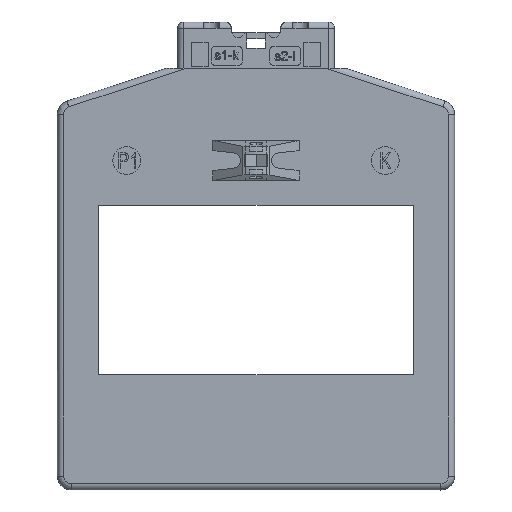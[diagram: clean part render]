
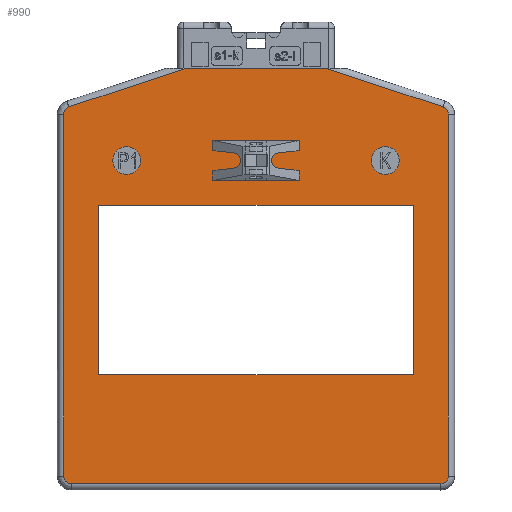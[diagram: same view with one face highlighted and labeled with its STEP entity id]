
A CAD part, front view. The second image highlights one B-rep face of the part: STEP entity #990.
In plain terms, the highlighted planar face has unit normal (0, -1, 0).
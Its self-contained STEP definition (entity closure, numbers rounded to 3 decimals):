
#404=CIRCLE('',#6993,4.5);
#405=CIRCLE('',#6994,4.5);
#406=CIRCLE('',#6995,4.5);
#407=CIRCLE('',#6996,4.5);
#449=FACE_BOUND('',#1960,.T.);
#450=FACE_BOUND('',#1961,.T.);
#451=FACE_BOUND('',#1962,.T.);
#452=FACE_BOUND('',#1963,.T.);
#637=B_SPLINE_CURVE_WITH_KNOTS('',1,(#11335,#11336),.UNSPECIFIED.,.F.,.F.,
(2,2),(0.,1.),.UNSPECIFIED.);
#648=B_SPLINE_CURVE_WITH_KNOTS('',3,(#11426,#11427,#11428,#11429),
 .UNSPECIFIED.,.F.,.F.,(4,4),(0.,1.),.UNSPECIFIED.);
#649=B_SPLINE_CURVE_WITH_KNOTS('',3,(#11431,#11432,#11433,#11434),
 .UNSPECIFIED.,.F.,.F.,(4,4),(0.,1.),.UNSPECIFIED.);
#650=B_SPLINE_CURVE_WITH_KNOTS('',3,(#11436,#11437,#11438,#11439,#11440,
#11441,#11442,#11443,#11444),.UNSPECIFIED.,.F.,.F.,(4,1,1,1,1,1,4),(0.,
0.07,0.275,0.487,0.699,
0.906,1.),.UNSPECIFIED.);
#651=B_SPLINE_CURVE_WITH_KNOTS('',3,(#11446,#11447,#11448,#11449),
 .UNSPECIFIED.,.F.,.F.,(4,4),(0.,1.),.UNSPECIFIED.);
#652=B_SPLINE_CURVE_WITH_KNOTS('',3,(#11451,#11452,#11453,#11454,#11455,
#11456,#11457,#11458,#11459,#11460,#11461,#11462,#11463),.UNSPECIFIED.,
 .F.,.F.,(4,1,1,1,1,1,1,1,1,1,4),(0.,0.085,0.195,
0.294,0.396,0.5,0.604,
0.706,0.805,0.915,1.),.UNSPECIFIED.);
#653=B_SPLINE_CURVE_WITH_KNOTS('',3,(#11467,#11468,#11469,#11470,#11471,
#11472,#11473,#11474,#11475,#11476,#11477,#11478,#11479),.UNSPECIFIED.,
 .F.,.F.,(4,1,1,1,1,1,1,1,1,1,4),(0.,0.085,0.195,
0.294,0.396,0.5,0.604,
0.706,0.805,0.915,1.),.UNSPECIFIED.);
#654=B_SPLINE_CURVE_WITH_KNOTS('',3,(#11481,#11482,#11483,#11484),
 .UNSPECIFIED.,.F.,.F.,(4,4),(0.,1.),.UNSPECIFIED.);
#655=B_SPLINE_CURVE_WITH_KNOTS('',3,(#11486,#11487,#11488,#11489,#11490,
#11491,#11492,#11493,#11494),.UNSPECIFIED.,.F.,.F.,(4,1,1,1,1,1,4),(0.,
0.094,0.301,0.513,0.725,
0.93,1.),.UNSPECIFIED.);
#990=ADVANCED_FACE('',(#449,#450,#451,#452),#1269,.T.);
#1269=PLANE('',#6997);
#1960=EDGE_LOOP('',(#3597,#3598,#3599,#3600,#3601,#3602,#3603,#3604,#3605,
#3606));
#1961=EDGE_LOOP('',(#3607,#3608,#3609,#3610));
#1962=EDGE_LOOP('',(#3611,#3612));
#1963=EDGE_LOOP('',(#3613,#3614));
#3597=ORIENTED_EDGE('',*,*,#5308,.T.);
#3598=ORIENTED_EDGE('',*,*,#5290,.T.);
#3599=ORIENTED_EDGE('',*,*,#5309,.T.);
#3600=ORIENTED_EDGE('',*,*,#5310,.T.);
#3601=ORIENTED_EDGE('',*,*,#5311,.T.);
#3602=ORIENTED_EDGE('',*,*,#5312,.T.);
#3603=ORIENTED_EDGE('',*,*,#5313,.T.);
#3604=ORIENTED_EDGE('',*,*,#5314,.T.);
#3605=ORIENTED_EDGE('',*,*,#5315,.T.);
#3606=ORIENTED_EDGE('',*,*,#5316,.T.);
#3607=ORIENTED_EDGE('',*,*,#5317,.T.);
#3608=ORIENTED_EDGE('',*,*,#5318,.T.);
#3609=ORIENTED_EDGE('',*,*,#5319,.T.);
#3610=ORIENTED_EDGE('',*,*,#5320,.T.);
#3611=ORIENTED_EDGE('',*,*,#5321,.T.);
#3612=ORIENTED_EDGE('',*,*,#5322,.T.);
#3613=ORIENTED_EDGE('',*,*,#5323,.T.);
#3614=ORIENTED_EDGE('',*,*,#5324,.T.);
#4412=VERTEX_POINT('',#11334);
#4413=VERTEX_POINT('',#11337);
#4429=VERTEX_POINT('',#11430);
#4430=VERTEX_POINT('',#11435);
#4431=VERTEX_POINT('',#11445);
#4432=VERTEX_POINT('',#11450);
#4433=VERTEX_POINT('',#11464);
#4434=VERTEX_POINT('',#11466);
#4435=VERTEX_POINT('',#11480);
#4436=VERTEX_POINT('',#11485);
#4437=VERTEX_POINT('',#11496);
#4438=VERTEX_POINT('',#11497);
#4439=VERTEX_POINT('',#11499);
#4440=VERTEX_POINT('',#11501);
#4441=VERTEX_POINT('',#11504);
#4442=VERTEX_POINT('',#11505);
#4443=VERTEX_POINT('',#11508);
#4444=VERTEX_POINT('',#11509);
#5290=EDGE_CURVE('',#4413,#4412,#637,.T.);
#5308=EDGE_CURVE('',#4429,#4413,#648,.T.);
#5309=EDGE_CURVE('',#4412,#4430,#649,.T.);
#5310=EDGE_CURVE('',#4430,#4431,#650,.T.);
#5311=EDGE_CURVE('',#4431,#4432,#651,.T.);
#5312=EDGE_CURVE('',#4432,#4433,#652,.T.);
#5313=EDGE_CURVE('',#4433,#4434,#5924,.T.);
#5314=EDGE_CURVE('',#4434,#4435,#653,.T.);
#5315=EDGE_CURVE('',#4435,#4436,#654,.T.);
#5316=EDGE_CURVE('',#4436,#4429,#655,.T.);
#5317=EDGE_CURVE('',#4437,#4438,#5925,.T.);
#5318=EDGE_CURVE('',#4438,#4439,#5926,.T.);
#5319=EDGE_CURVE('',#4439,#4440,#5927,.T.);
#5320=EDGE_CURVE('',#4440,#4437,#5928,.T.);
#5321=EDGE_CURVE('',#4441,#4442,#404,.T.);
#5322=EDGE_CURVE('',#4442,#4441,#405,.T.);
#5323=EDGE_CURVE('',#4443,#4444,#406,.T.);
#5324=EDGE_CURVE('',#4444,#4443,#407,.T.);
#5924=LINE('',#11465,#6478);
#5925=LINE('',#11495,#6479);
#5926=LINE('',#11498,#6480);
#5927=LINE('',#11500,#6481);
#5928=LINE('',#11502,#6482);
#6478=VECTOR('',#8333,1.);
#6479=VECTOR('',#8334,1.);
#6480=VECTOR('',#8335,1.);
#6481=VECTOR('',#8336,1.);
#6482=VECTOR('',#8337,1.);
#6993=AXIS2_PLACEMENT_3D('',#11503,#8338,#8339);
#6994=AXIS2_PLACEMENT_3D('',#11506,#8340,#8341);
#6995=AXIS2_PLACEMENT_3D('',#11507,#8342,#8343);
#6996=AXIS2_PLACEMENT_3D('',#11510,#8344,#8345);
#6997=AXIS2_PLACEMENT_3D('',#11511,#8346,#8347);
#8333=DIRECTION('',(1.,0.,0.));
#8334=DIRECTION('',(0.,0.,1.));
#8335=DIRECTION('',(1.,0.,0.));
#8336=DIRECTION('',(0.,0.,-1.));
#8337=DIRECTION('',(-1.,0.,0.));
#8338=DIRECTION('',(0.,1.,0.));
#8339=DIRECTION('',(0.,0.,-1.));
#8340=DIRECTION('',(0.,1.,0.));
#8341=DIRECTION('',(0.,0.,1.));
#8342=DIRECTION('',(0.,1.,0.));
#8343=DIRECTION('',(0.,0.,-1.));
#8344=DIRECTION('',(0.,1.,0.));
#8345=DIRECTION('',(0.,0.,1.));
#8346=DIRECTION('',(0.,-1.,0.));
#8347=DIRECTION('',(1.,0.,0.));
#11334=CARTESIAN_POINT('',(41.884,0.,137.));
#11335=CARTESIAN_POINT('',(87.116,0.,137.));
#11336=CARTESIAN_POINT('',(41.884,0.,137.));
#11337=CARTESIAN_POINT('',(87.116,0.,137.));
#11426=CARTESIAN_POINT('',(125.283,0.,124.409));
#11427=CARTESIAN_POINT('',(112.561,0.,128.606));
#11428=CARTESIAN_POINT('',(99.838,0.,132.803));
#11429=CARTESIAN_POINT('',(87.116,0.,137.));
#11430=CARTESIAN_POINT('',(125.283,0.,124.409));
#11431=CARTESIAN_POINT('',(41.884,0.,137.));
#11432=CARTESIAN_POINT('',(29.162,0.,132.803));
#11433=CARTESIAN_POINT('',(16.439,0.,128.606));
#11434=CARTESIAN_POINT('',(3.717,0.,124.409));
#11435=CARTESIAN_POINT('',(3.717,0.,124.409));
#11436=CARTESIAN_POINT('',(3.717,0.,124.409));
#11437=CARTESIAN_POINT('',(3.648,0.,124.386));
#11438=CARTESIAN_POINT('',(3.379,0.,124.284));
#11439=CARTESIAN_POINT('',(2.938,0.,124.023));
#11440=CARTESIAN_POINT('',(2.474,0.,123.549));
#11441=CARTESIAN_POINT('',(2.15,0.,122.97));
#11442=CARTESIAN_POINT('',(2.018,0.,122.446));
#11443=CARTESIAN_POINT('',(2.,0.,122.133));
#11444=CARTESIAN_POINT('',(2.,0.,122.035));
#11445=CARTESIAN_POINT('',(2.,0.,122.035));
#11446=CARTESIAN_POINT('',(2.,0.,122.035));
#11447=CARTESIAN_POINT('',(2.,0.,82.856));
#11448=CARTESIAN_POINT('',(2.,0.,43.678));
#11449=CARTESIAN_POINT('',(2.,0.,4.5));
#11450=CARTESIAN_POINT('',(2.,0.,4.5));
#11451=CARTESIAN_POINT('',(2.,0.,4.5));
#11452=CARTESIAN_POINT('',(2.,0.,4.389));
#11453=CARTESIAN_POINT('',(2.017,0.,4.134));
#11454=CARTESIAN_POINT('',(2.101,0.,3.757));
#11455=CARTESIAN_POINT('',(2.254,0.,3.378));
#11456=CARTESIAN_POINT('',(2.461,0.,3.034));
#11457=CARTESIAN_POINT('',(2.724,0.,2.724));
#11458=CARTESIAN_POINT('',(3.034,0.,2.461));
#11459=CARTESIAN_POINT('',(3.378,0.,2.254));
#11460=CARTESIAN_POINT('',(3.757,0.,2.101));
#11461=CARTESIAN_POINT('',(4.134,0.,2.017));
#11462=CARTESIAN_POINT('',(4.389,0.,2.));
#11463=CARTESIAN_POINT('',(4.5,0.,2.));
#11464=CARTESIAN_POINT('',(4.5,0.,2.));
#11465=CARTESIAN_POINT('',(64.5,0.,2.));
#11466=CARTESIAN_POINT('',(124.5,0.,2.));
#11467=CARTESIAN_POINT('',(124.5,0.,2.));
#11468=CARTESIAN_POINT('',(124.611,0.,2.));
#11469=CARTESIAN_POINT('',(124.866,0.,2.017));
#11470=CARTESIAN_POINT('',(125.243,0.,2.101));
#11471=CARTESIAN_POINT('',(125.622,0.,2.254));
#11472=CARTESIAN_POINT('',(125.966,0.,2.461));
#11473=CARTESIAN_POINT('',(126.276,0.,2.724));
#11474=CARTESIAN_POINT('',(126.539,0.,3.034));
#11475=CARTESIAN_POINT('',(126.746,0.,3.378));
#11476=CARTESIAN_POINT('',(126.899,0.,3.757));
#11477=CARTESIAN_POINT('',(126.983,0.,4.134));
#11478=CARTESIAN_POINT('',(127.,0.,4.389));
#11479=CARTESIAN_POINT('',(127.,0.,4.5));
#11480=CARTESIAN_POINT('',(127.,0.,4.5));
#11481=CARTESIAN_POINT('',(127.,0.,4.5));
#11482=CARTESIAN_POINT('',(127.,0.,43.678));
#11483=CARTESIAN_POINT('',(127.,0.,82.856));
#11484=CARTESIAN_POINT('',(127.,0.,122.035));
#11485=CARTESIAN_POINT('',(127.,0.,122.035));
#11486=CARTESIAN_POINT('',(127.,0.,122.035));
#11487=CARTESIAN_POINT('',(127.,0.,122.133));
#11488=CARTESIAN_POINT('',(126.982,0.,122.446));
#11489=CARTESIAN_POINT('',(126.85,0.,122.97));
#11490=CARTESIAN_POINT('',(126.526,0.,123.549));
#11491=CARTESIAN_POINT('',(126.062,0.,124.023));
#11492=CARTESIAN_POINT('',(125.621,0.,124.284));
#11493=CARTESIAN_POINT('',(125.352,0.,124.386));
#11494=CARTESIAN_POINT('',(125.283,0.,124.409));
#11495=CARTESIAN_POINT('',(13.5,0.,65.));
#11496=CARTESIAN_POINT('',(13.5,0.,37.5));
#11497=CARTESIAN_POINT('',(13.5,0.,92.5));
#11498=CARTESIAN_POINT('',(64.5,0.,92.5));
#11499=CARTESIAN_POINT('',(115.5,0.,92.5));
#11500=CARTESIAN_POINT('',(115.5,0.,65.));
#11501=CARTESIAN_POINT('',(115.5,0.,37.5));
#11502=CARTESIAN_POINT('',(64.5,0.,37.5));
#11503=CARTESIAN_POINT('',(22.5,0.,107.));
#11504=CARTESIAN_POINT('',(22.5,0.,102.5));
#11505=CARTESIAN_POINT('',(22.5,0.,111.5));
#11506=CARTESIAN_POINT('',(22.5,0.,107.));
#11507=CARTESIAN_POINT('',(106.5,0.,107.));
#11508=CARTESIAN_POINT('',(106.5,0.,102.5));
#11509=CARTESIAN_POINT('',(106.5,0.,111.5));
#11510=CARTESIAN_POINT('',(106.5,0.,107.));
#11511=CARTESIAN_POINT('',(0.75,0.,0.65));
